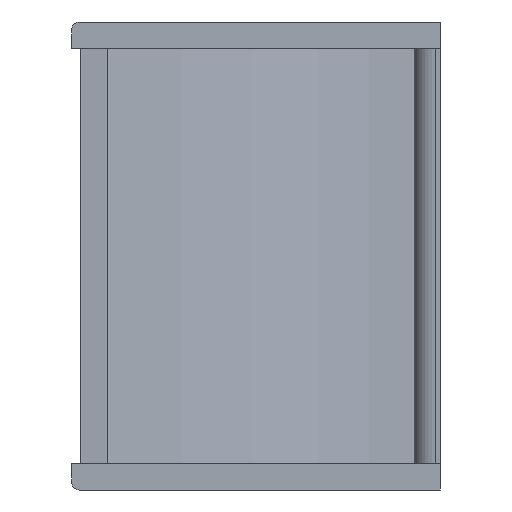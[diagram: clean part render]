
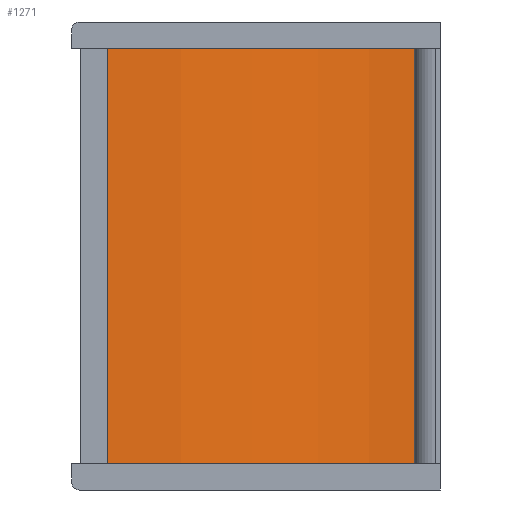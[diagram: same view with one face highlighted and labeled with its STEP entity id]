
A CAD part, front view. The second image highlights one B-rep face of the part: STEP entity #1271.
In plain terms, the highlighted cylindrical face has radius 16.125 mm (diameter 32.251 mm), a partial arc.
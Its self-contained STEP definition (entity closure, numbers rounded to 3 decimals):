
#1258=AXIS2_PLACEMENT_3D('Cylinder Axis2P3D',#1255,#1256,#1257) ;
#1161=CARTESIAN_POINT('Vertex',(0.,6.483,-7.88)) ;
#1165=CARTESIAN_POINT('Control Point',(-11.622,0.814,-7.88)) ;
#1166=CARTESIAN_POINT('Control Point',(-8.298,0.951,-7.88)) ;
#1167=CARTESIAN_POINT('Control Point',(-5.009,2.004,-7.88)) ;
#1168=CARTESIAN_POINT('Control Point',(-2.154,3.949,-7.88)) ;
#1169=CARTESIAN_POINT('Control Point',(0.,6.483,-7.88)) ;
#1170=CARTESIAN_POINT('Vertex',(-11.622,0.814,-7.88)) ;
#1204=CARTESIAN_POINT('Vertex',(0.,6.483,7.88)) ;
#1207=CARTESIAN_POINT('Line Origine',(0.,6.483,0.)) ;
#1233=CARTESIAN_POINT('Vertex',(-11.622,0.814,7.88)) ;
#1237=CARTESIAN_POINT('Control Point',(-11.622,0.814,7.88)) ;
#1238=CARTESIAN_POINT('Control Point',(-8.298,0.951,7.88)) ;
#1239=CARTESIAN_POINT('Control Point',(-5.009,2.004,7.88)) ;
#1240=CARTESIAN_POINT('Control Point',(-2.154,3.949,7.88)) ;
#1241=CARTESIAN_POINT('Control Point',(0.,6.483,7.88)) ;
#1255=CARTESIAN_POINT('Axis2P3D Location',(-12.288,16.925,0.)) ;
#1260=CARTESIAN_POINT('Line Origine',(-11.622,0.814,0.)) ;
#1208=DIRECTION('Vector Direction',(0.,0.,1.)) ;
#1256=DIRECTION('Axis2P3D Direction',(0.,0.,1.)) ;
#1257=DIRECTION('Axis2P3D XDirection',(-0.511,0.86,0.)) ;
#1261=DIRECTION('Vector Direction',(0.,0.,1.)) ;
#1209=VECTOR('Line Direction',#1208,1.) ;
#1262=VECTOR('Line Direction',#1261,1.) ;
#1266=ORIENTED_EDGE('',*,*,#1172,.F.) ;
#1267=ORIENTED_EDGE('',*,*,#1211,.T.) ;
#1268=ORIENTED_EDGE('',*,*,#1242,.T.) ;
#1269=ORIENTED_EDGE('',*,*,#1264,.F.) ;
#1271=ADVANCED_FACE('Body.2',(#1270),#1259,.T.) ;
#1164=B_SPLINE_CURVE_WITH_KNOTS('',4,(#1165,#1166,#1167,#1168,#1169),.UNSPECIFIED.,.F.,.U.,(5,5),(76.655,89.96),.UNSPECIFIED.) ;
#1236=B_SPLINE_CURVE_WITH_KNOTS('',4,(#1237,#1238,#1239,#1240,#1241),.UNSPECIFIED.,.F.,.U.,(5,5),(76.655,89.96),.UNSPECIFIED.) ;
#1259=CYLINDRICAL_SURFACE('generated cylinder',#1258,16.125) ;
#1172=EDGE_CURVE('',#1162,#1171,#1164,.F.) ;
#1211=EDGE_CURVE('',#1162,#1205,#1210,.T.) ;
#1242=EDGE_CURVE('',#1205,#1234,#1236,.F.) ;
#1264=EDGE_CURVE('',#1171,#1234,#1263,.T.) ;
#1265=EDGE_LOOP('',(#1266,#1267,#1268,#1269)) ;
#1270=FACE_OUTER_BOUND('',#1265,.T.) ;
#1210=LINE('Line',#1207,#1209) ;
#1263=LINE('Line',#1260,#1262) ;
#1162=VERTEX_POINT('',#1161) ;
#1171=VERTEX_POINT('',#1170) ;
#1205=VERTEX_POINT('',#1204) ;
#1234=VERTEX_POINT('',#1233) ;
